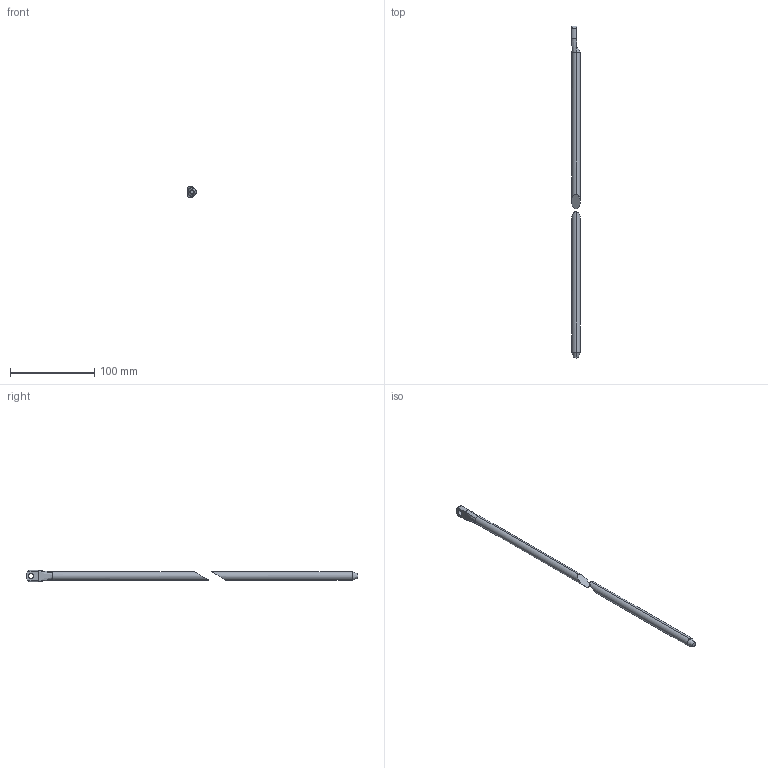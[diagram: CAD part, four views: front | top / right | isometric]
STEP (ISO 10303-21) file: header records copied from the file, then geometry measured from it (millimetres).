
FILE_DESCRIPTION (( 'STEP AP203' ), '1' );
FILE_NAME ('ICS18.L.STEP', '2022-07-28T05:39:14', ( '' ), ( '' ), 'SwSTEP 2.0', 'SolidWorks 2021', '' );
FILE_SCHEMA (( 'CONFIG_CONTROL_DESIGN' ));
Length unit declared in the file: millimetre
Products named in the file (1): ICS18.L
Bounding box: 10 x 393.66 x 13.3 mm (x, y, z)
Volume: 28612.4 mm3; surface area: 12185.5 mm2
Topology: 2 solids, 2 shells, 27 faces, 64 edges, 41 vertices
Faces by surface type: cylinder 11, plane 8, bspline 5, cone 3
Entity records: 1124 total; most frequent: CARTESIAN_POINT 452, ORIENTED_EDGE 128, DIRECTION 118, EDGE_CURVE 64, AXIS2_PLACEMENT_3D 47, VERTEX_POINT 41, EDGE_LOOP 29, ADVANCED_FACE 27
